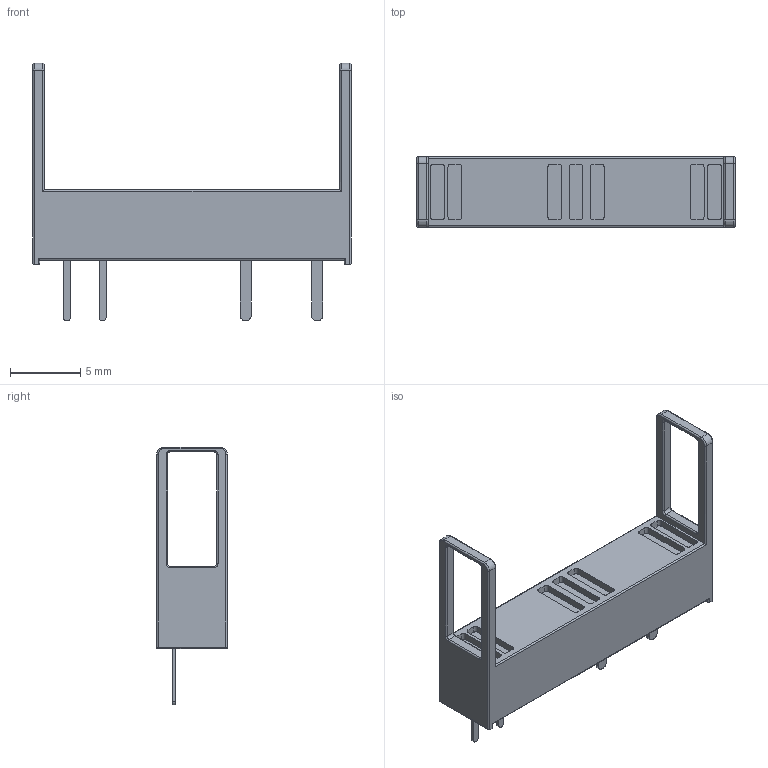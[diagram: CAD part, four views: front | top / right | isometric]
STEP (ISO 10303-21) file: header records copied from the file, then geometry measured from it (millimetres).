
FILE_DESCRIPTION (( 'STEP AP214' ), '1' );
FILE_NAME ('RELAYS-TH_PA1A-PS.step', '2022-07-09T14:30:02', ( '' ), ( '' ), 'SwSTEP 2.0', 'SolidWorks 2020', '' );
FILE_SCHEMA (( 'AUTOMOTIVE_DESIGN' ));
Length unit declared in the file: millimetre
Products named in the file (1): RELAYS-TH_PA1A-PS
Bounding box: 22.6 x 5.01 x 18.3 mm (x, y, z)
Volume: 581.6 mm3; surface area: 845.4 mm2
Topology: 12 solids, 12 shells, 510 faces, 1310 edges, 852 vertices
Faces by surface type: plane 273, bspline 112, cylinder 101, torus 24
Entity records: 21447 total; most frequent: CARTESIAN_POINT 4825, ORIENTED_EDGE 2620, DIRECTION 2058, EDGE_CURVE 1310, LINE 872, VECTOR 872, VERTEX_POINT 852, AXIS2_PLACEMENT_3D 593
